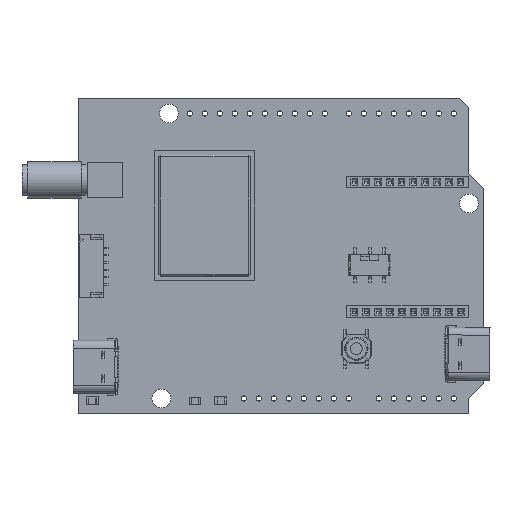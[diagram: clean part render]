
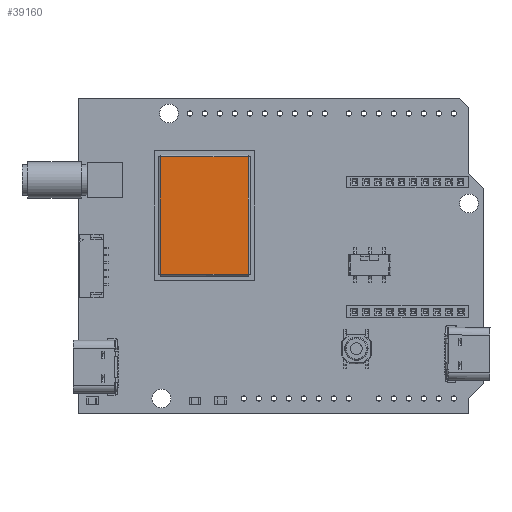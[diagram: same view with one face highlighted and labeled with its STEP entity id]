
A CAD part, top view. The second image highlights one B-rep face of the part: STEP entity #39160.
In plain terms, the highlighted face is planar.
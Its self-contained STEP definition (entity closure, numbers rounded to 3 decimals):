
#9334 = CARTESIAN_POINT ( 'NONE',  ( 9.967, 2.6, -7.438 ) ) ;
#11160 = CARTESIAN_POINT ( 'NONE',  ( -9.938, 2.6, -7.467 ) ) ;
#12295 = LINE ( 'NONE', #97911, #98378 ) ;
#13520 = ORIENTED_EDGE ( 'NONE', *, *, #55908, .T. ) ;
#18899 = VERTEX_POINT ( 'NONE', #57130 ) ;
#19457 = DIRECTION ( 'NONE',  ( 0., 0., 1. ) ) ;
#24235 = ORIENTED_EDGE ( 'NONE', *, *, #45555, .T. ) ;
#24376 = LINE ( 'NONE', #9334, #82128 ) ;
#24725 = ORIENTED_EDGE ( 'NONE', *, *, #69880, .T. ) ;
#32191 = CARTESIAN_POINT ( 'NONE',  ( -9.938, 2.6, 7.438 ) ) ;
#34946 = VECTOR ( 'NONE', #91235, 1000. ) ;
#36197 = ORIENTED_EDGE ( 'NONE', *, *, #51902, .T. ) ;
#39160 = ADVANCED_FACE ( 'NONE', ( #62346 ), #94017, .F. ) ;
#42415 = EDGE_LOOP ( 'NONE', ( #13520, #24725, #24235, #36197 ) ) ;
#45555 = EDGE_CURVE ( 'NONE', #85200, #62631, #90040, .T. ) ;
#48341 = DIRECTION ( 'NONE',  ( 0., -1., 0. ) ) ;
#50620 = VECTOR ( 'NONE', #19457, 1000. ) ;
#51902 = EDGE_CURVE ( 'NONE', #62631, #79841, #60089, .T. ) ;
#55908 = EDGE_CURVE ( 'NONE', #79841, #18899, #12295, .T. ) ;
#57130 = CARTESIAN_POINT ( 'NONE',  ( 9.938, 2.6, -7.438 ) ) ;
#59576 = CARTESIAN_POINT ( 'NONE',  ( -9.967, 2.6, 7.438 ) ) ;
#60007 = DIRECTION ( 'NONE',  ( 0., 0., -1. ) ) ;
#60016 = AXIS2_PLACEMENT_3D ( 'NONE', #95553, #48341, #101795 ) ;
#60089 = LINE ( 'NONE', #59576, #34946 ) ;
#62346 = FACE_OUTER_BOUND ( 'NONE', #42415, .T. ) ;
#62631 = VERTEX_POINT ( 'NONE', #32191 ) ;
#63282 = DIRECTION ( 'NONE',  ( -1., 0., 0. ) ) ;
#63562 = CARTESIAN_POINT ( 'NONE',  ( 9.938, 2.6, 7.438 ) ) ;
#69880 = EDGE_CURVE ( 'NONE', #18899, #85200, #24376, .T. ) ;
#70913 = CARTESIAN_POINT ( 'NONE',  ( -9.938, 2.6, -7.438 ) ) ;
#79841 = VERTEX_POINT ( 'NONE', #63562 ) ;
#82128 = VECTOR ( 'NONE', #63282, 1000. ) ;
#85200 = VERTEX_POINT ( 'NONE', #70913 ) ;
#90040 = LINE ( 'NONE', #11160, #50620 ) ;
#91235 = DIRECTION ( 'NONE',  ( 1., 0., 0. ) ) ;
#94017 = PLANE ( 'NONE',  #60016 ) ;
#95553 = CARTESIAN_POINT ( 'NONE',  ( 0., 2.6, 0. ) ) ;
#97911 = CARTESIAN_POINT ( 'NONE',  ( 9.938, 2.6, 7.467 ) ) ;
#98378 = VECTOR ( 'NONE', #60007, 1000. ) ;
#101795 = DIRECTION ( 'NONE',  ( 0., 0., -1. ) ) ;
